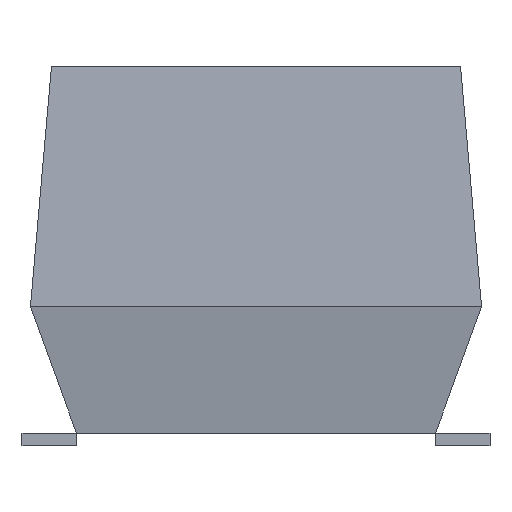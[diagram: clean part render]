
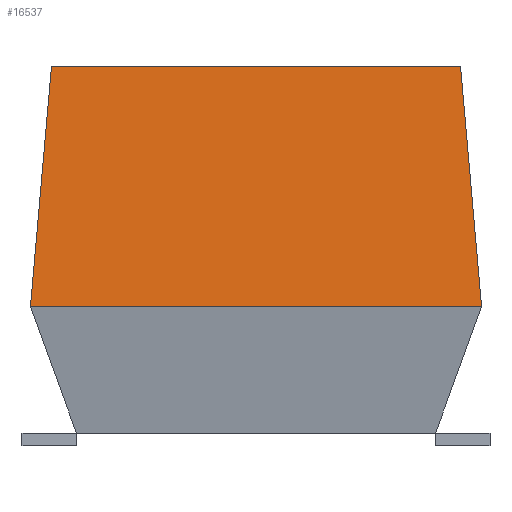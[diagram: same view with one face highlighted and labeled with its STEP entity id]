
A CAD part, left-side view. The second image highlights one B-rep face of the part: STEP entity #16537.
In plain terms, the highlighted planar face has unit normal (-0.996, 0, 0.087).
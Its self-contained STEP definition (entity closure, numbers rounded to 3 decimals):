
#14496 = VERTEX_POINT('',#14497);
#14497 = CARTESIAN_POINT('',(-6.375,-5.35,3.3));
#14718 = VERTEX_POINT('',#14719);
#14719 = CARTESIAN_POINT('',(-5.876,4.851,9.));
#14725 = EDGE_CURVE('',#14726,#14718,#14728,.T.);
#14726 = VERTEX_POINT('',#14727);
#14727 = CARTESIAN_POINT('',(-5.876,-4.851,9.));
#14728 = LINE('',#14729,#14730);
#14729 = CARTESIAN_POINT('',(-5.876,-18.781,9.));
#14730 = VECTOR('',#14731,1.);
#14731 = DIRECTION('',(0.,1.,0.));
#15827 = EDGE_CURVE('',#14726,#14496,#15828,.T.);
#15828 = LINE('',#15829,#15830);
#15829 = CARTESIAN_POINT('',(-6.233,-5.208,
    4.918));
#15830 = VECTOR('',#15831,1.);
#15831 = DIRECTION('',(-0.087,-0.087,
    -0.992));
#16500 = EDGE_CURVE('',#14496,#16501,#16503,.T.);
#16501 = VERTEX_POINT('',#16502);
#16502 = CARTESIAN_POINT('',(-6.375,5.35,3.3));
#16503 = LINE('',#16504,#16505);
#16504 = CARTESIAN_POINT('',(-6.375,-18.781,3.3));
#16505 = VECTOR('',#16506,1.);
#16506 = DIRECTION('',(0.,1.,0.));
#16537 = ADVANCED_FACE('',(#16538),#16549,.T.);
#16538 = FACE_BOUND('',#16539,.T.);
#16539 = EDGE_LOOP('',(#16540,#16541,#16547,#16548));
#16540 = ORIENTED_EDGE('',*,*,#14725,.T.);
#16541 = ORIENTED_EDGE('',*,*,#16542,.T.);
#16542 = EDGE_CURVE('',#14718,#16501,#16543,.T.);
#16543 = LINE('',#16544,#16545);
#16544 = CARTESIAN_POINT('',(-6.233,5.208,
    4.918));
#16545 = VECTOR('',#16546,1.);
#16546 = DIRECTION('',(-0.087,0.087,
    -0.992));
#16547 = ORIENTED_EDGE('',*,*,#16500,.F.);
#16548 = ORIENTED_EDGE('',*,*,#15827,.F.);
#16549 = PLANE('',#16550);
#16550 = AXIS2_PLACEMENT_3D('',#16551,#16552,#16553);
#16551 = CARTESIAN_POINT('',(-6.375,-18.781,3.3));
#16552 = DIRECTION('',(-0.996,0.,0.087));
#16553 = DIRECTION('',(0.,1.,0.));
